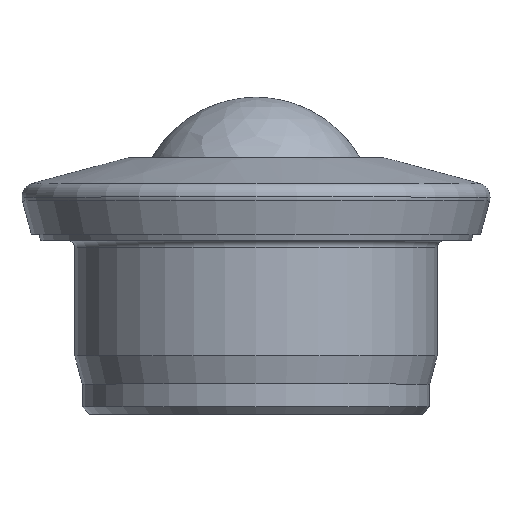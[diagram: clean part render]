
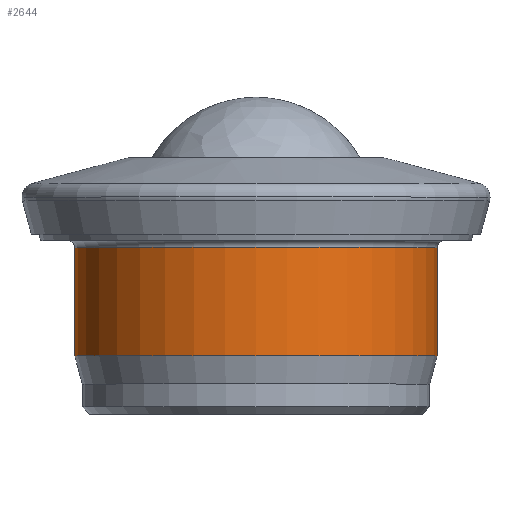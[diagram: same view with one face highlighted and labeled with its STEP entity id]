
A CAD part, top view. The second image highlights one B-rep face of the part: STEP entity #2644.
In plain terms, the highlighted cylindrical face has radius 12 mm (diameter 24 mm), a partial arc.
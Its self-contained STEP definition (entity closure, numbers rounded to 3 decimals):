
#116 = EDGE_CURVE ( 'NONE', #1681, #844, #2533, .T. ) ;
#285 = VERTEX_POINT ( 'NONE', #1389 ) ;
#672 = ORIENTED_EDGE ( 'NONE', *, *, #2949, .T. ) ;
#688 = DIRECTION ( 'NONE',  ( -1., 0., 0. ) ) ;
#703 = CARTESIAN_POINT ( 'NONE',  ( 0., -9.195, 0. ) ) ;
#717 = CARTESIAN_POINT ( 'NONE',  ( -12., -9.195, 0. ) ) ;
#730 = EDGE_LOOP ( 'NONE', ( #672, #3019, #1989, #3414 ) ) ;
#788 = VECTOR ( 'NONE', #1006, 1000. ) ;
#844 = VERTEX_POINT ( 'NONE', #895 ) ;
#874 = AXIS2_PLACEMENT_3D ( 'NONE', #3439, #3486, #3500 ) ;
#895 = CARTESIAN_POINT ( 'NONE',  ( -12., -2.025, 0. ) ) ;
#1006 = DIRECTION ( 'NONE',  ( 0., 1., 0. ) ) ;
#1026 = CARTESIAN_POINT ( 'NONE',  ( -12., -9.195, 0. ) ) ;
#1389 = CARTESIAN_POINT ( 'NONE',  ( 12., -9.195, 0. ) ) ;
#1404 = VECTOR ( 'NONE', #2631, 1000. ) ;
#1410 = AXIS2_PLACEMENT_3D ( 'NONE', #703, #2073, #688 ) ;
#1681 = VERTEX_POINT ( 'NONE', #3471 ) ;
#1784 = LINE ( 'NONE', #3255, #788 ) ;
#1785 = EDGE_CURVE ( 'NONE', #285, #1681, #1784, .T. ) ;
#1794 = DIRECTION ( 'NONE',  ( -1., 0., 0. ) ) ;
#1889 = CYLINDRICAL_SURFACE ( 'NONE', #874, 12. ) ;
#1989 = ORIENTED_EDGE ( 'NONE', *, *, #116, .T. ) ;
#2073 = DIRECTION ( 'NONE',  ( 0., 1., 0. ) ) ;
#2533 = CIRCLE ( 'NONE', #3433, 12. ) ;
#2540 = FACE_OUTER_BOUND ( 'NONE', #730, .T. ) ;
#2631 = DIRECTION ( 'NONE',  ( 0., -1., 0. ) ) ;
#2644 = ADVANCED_FACE ( 'NONE', ( #2540 ), #1889, .T. ) ;
#2897 = EDGE_CURVE ( 'NONE', #844, #3119, #3082, .T. ) ;
#2924 = CARTESIAN_POINT ( 'NONE',  ( 0., -2.025, 0. ) ) ;
#2949 = EDGE_CURVE ( 'NONE', #3119, #285, #3386, .T. ) ;
#3019 = ORIENTED_EDGE ( 'NONE', *, *, #1785, .T. ) ;
#3082 = LINE ( 'NONE', #717, #1404 ) ;
#3119 = VERTEX_POINT ( 'NONE', #1026 ) ;
#3255 = CARTESIAN_POINT ( 'NONE',  ( 12., -9.195, 0. ) ) ;
#3386 = CIRCLE ( 'NONE', #1410, 12. ) ;
#3414 = ORIENTED_EDGE ( 'NONE', *, *, #2897, .T. ) ;
#3433 = AXIS2_PLACEMENT_3D ( 'NONE', #2924, #3501, #1794 ) ;
#3439 = CARTESIAN_POINT ( 'NONE',  ( 0., -9.195, 0. ) ) ;
#3471 = CARTESIAN_POINT ( 'NONE',  ( 12., -2.025, 0. ) ) ;
#3486 = DIRECTION ( 'NONE',  ( 0., 1., 0. ) ) ;
#3500 = DIRECTION ( 'NONE',  ( -1., 0., 0. ) ) ;
#3501 = DIRECTION ( 'NONE',  ( 0., -1., 0. ) ) ;
